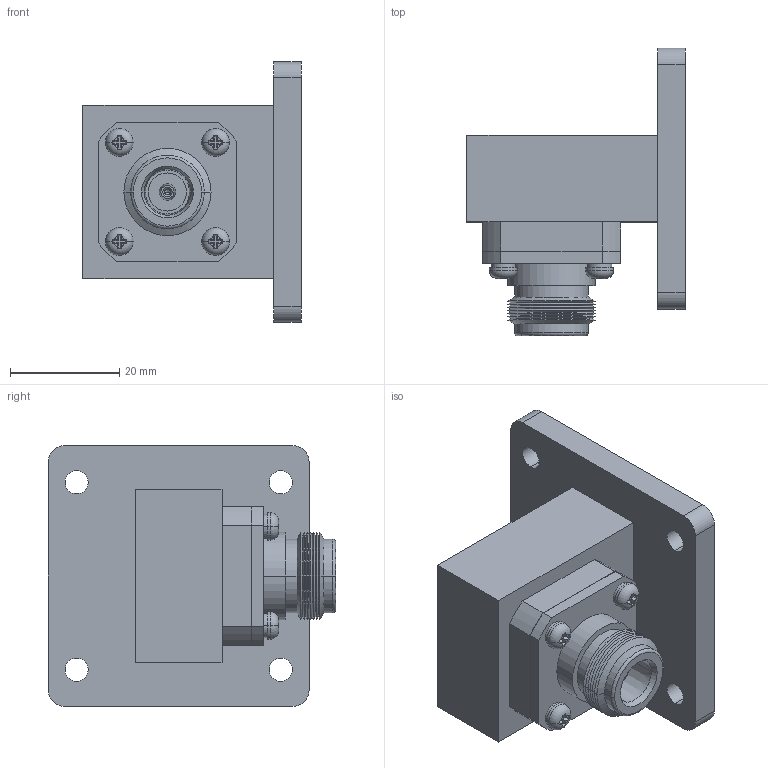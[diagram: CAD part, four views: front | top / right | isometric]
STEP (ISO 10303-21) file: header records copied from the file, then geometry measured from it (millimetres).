
FILE_DESCRIPTION (( 'STEP AP214' ), '1' );
FILE_NAME ('PEWCA1089_3D.STEP', '2020-04-24T12:31:56', ( '' ), ( '' ), 'SwSTEP 2.0', 'SolidWorks 2018', '' );
FILE_SCHEMA (( 'AUTOMOTIVE_DESIGN' ));
Length unit declared in the file: inch
Products named in the file (1): PEWCA1089_3D
Bounding box: 40 x 52.67 x 47.8 mm (x, y, z)
Volume: 21731.3 mm3; surface area: 15418.5 mm2
Topology: 2 solids, 2 shells, 202 faces, 496 edges, 313 vertices
Faces by surface type: plane 104, cylinder 48, cone 40, torus 10
Entity records: 6031 total; most frequent: CARTESIAN_POINT 1178, DIRECTION 1006, ORIENTED_EDGE 988, EDGE_CURVE 494, AXIS2_PLACEMENT_3D 365, VERTEX_POINT 313, LINE 276, VECTOR 276
